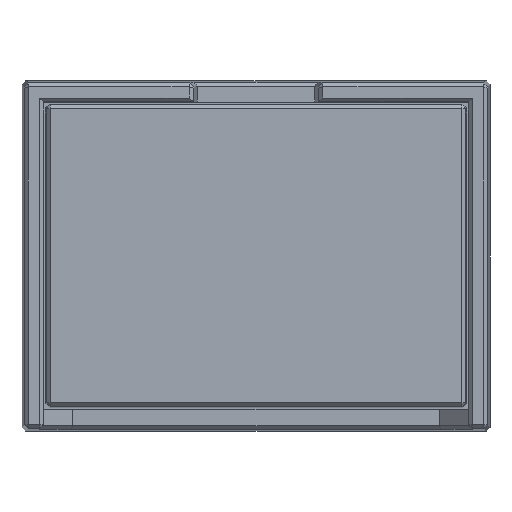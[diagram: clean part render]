
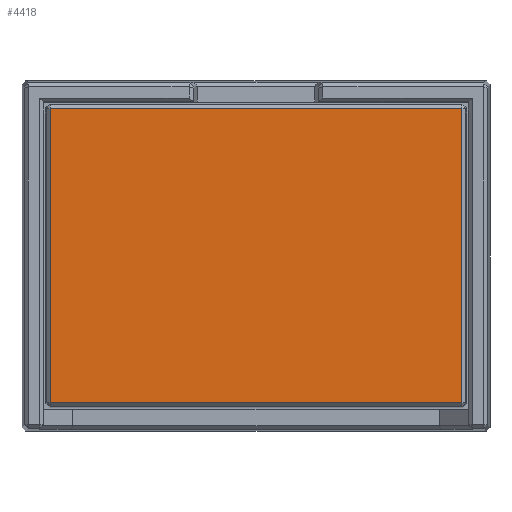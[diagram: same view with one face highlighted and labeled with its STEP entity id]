
A CAD part, top view. The second image highlights one B-rep face of the part: STEP entity #4418.
In plain terms, the highlighted planar face has unit normal (0, 0, 1).
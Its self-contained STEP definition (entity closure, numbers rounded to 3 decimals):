
#354 = CARTESIAN_POINT ( 'NONE',  ( -10.517, 7.517, 9.6 ) ) ;
#555 = CARTESIAN_POINT ( 'NONE',  ( -10.517, -7.517, 9.6 ) ) ;
#559 = CARTESIAN_POINT ( 'NONE',  ( 0.063, 7.517, 9.6 ) ) ;
#631 = VERTEX_POINT ( 'NONE', #4163 ) ;
#633 = EDGE_LOOP ( 'NONE', ( #4742, #4822, #4861, #824 ) ) ;
#822 = LINE ( 'NONE', #2399, #2079 ) ;
#824 = ORIENTED_EDGE ( 'NONE', *, *, #1942, .F. ) ;
#1124 = CARTESIAN_POINT ( 'NONE',  ( 10.517, -7.517, 9.6 ) ) ;
#1357 = DIRECTION ( 'NONE',  ( 0., 1., 0. ) ) ;
#1478 = VERTEX_POINT ( 'NONE', #555 ) ;
#1550 = CARTESIAN_POINT ( 'NONE',  ( 10.517, -7.517, 9.6 ) ) ;
#1573 = CARTESIAN_POINT ( 'NONE',  ( 10.517, 0., 9.6 ) ) ;
#1942 = EDGE_CURVE ( 'NONE', #3941, #1478, #822, .T. ) ;
#2079 = VECTOR ( 'NONE', #3977, 1000. ) ;
#2140 = DIRECTION ( 'NONE',  ( 1., 0., 0. ) ) ;
#2305 = VECTOR ( 'NONE', #2140, 1000. ) ;
#2313 = VECTOR ( 'NONE', #1357, 1000. ) ;
#2399 = CARTESIAN_POINT ( 'NONE',  ( 0.063, -7.517, 9.6 ) ) ;
#2908 = EDGE_CURVE ( 'NONE', #1478, #4942, #3295, .T. ) ;
#3096 = DIRECTION ( 'NONE',  ( 0., 0., -1. ) ) ;
#3124 = DIRECTION ( 'NONE',  ( 0., -1., 0. ) ) ;
#3254 = EDGE_CURVE ( 'NONE', #4942, #631, #4104, .T. ) ;
#3295 = LINE ( 'NONE', #4881, #2313 ) ;
#3493 = FACE_OUTER_BOUND ( 'NONE', #633, .T. ) ;
#3941 = VERTEX_POINT ( 'NONE', #1124 ) ;
#3977 = DIRECTION ( 'NONE',  ( -1., 0., 0. ) ) ;
#4043 = AXIS2_PLACEMENT_3D ( 'NONE', #1550, #3096, #4688 ) ;
#4104 = LINE ( 'NONE', #559, #2305 ) ;
#4163 = CARTESIAN_POINT ( 'NONE',  ( 10.517, 7.517, 9.6 ) ) ;
#4418 = ADVANCED_FACE ( 'NONE', ( #3493 ), #5074, .F. ) ;
#4442 = EDGE_CURVE ( 'NONE', #631, #3941, #5096, .T. ) ;
#4688 = DIRECTION ( 'NONE',  ( -1., 0., 0. ) ) ;
#4742 = ORIENTED_EDGE ( 'NONE', *, *, #4442, .F. ) ;
#4822 = ORIENTED_EDGE ( 'NONE', *, *, #3254, .F. ) ;
#4861 = ORIENTED_EDGE ( 'NONE', *, *, #2908, .F. ) ;
#4881 = CARTESIAN_POINT ( 'NONE',  ( -10.517, 0., 9.6 ) ) ;
#4942 = VERTEX_POINT ( 'NONE', #354 ) ;
#5034 = VECTOR ( 'NONE', #3124, 1000. ) ;
#5074 = PLANE ( 'NONE',  #4043 ) ;
#5096 = LINE ( 'NONE', #1573, #5034 ) ;
